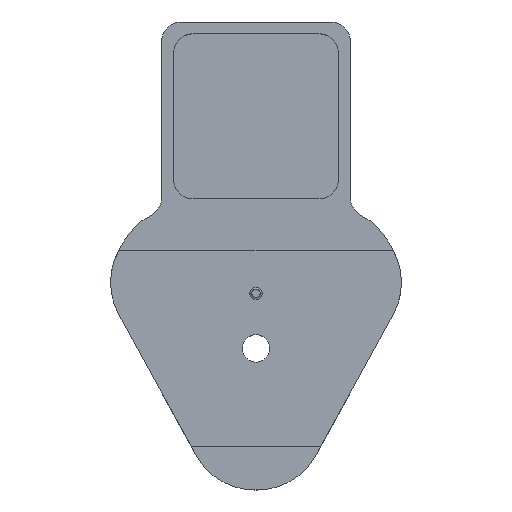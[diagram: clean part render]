
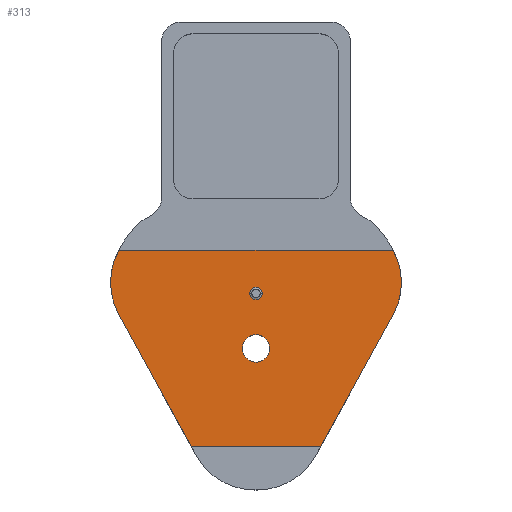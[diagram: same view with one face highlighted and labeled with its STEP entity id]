
A CAD part, top view. The second image highlights one B-rep face of the part: STEP entity #313.
In plain terms, the highlighted planar face has unit normal (0, 0, 1).
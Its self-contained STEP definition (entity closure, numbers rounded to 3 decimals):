
#32 = DIRECTION ( 'NONE',  ( 1., 0., 0. ) ) ;
#35 = CIRCLE ( 'NONE', #1165, 17. ) ;
#36 = CARTESIAN_POINT ( 'NONE',  ( 0., -35., 3.5 ) ) ;
#44 = CARTESIAN_POINT ( 'NONE',  ( 0., -35., 3.5 ) ) ;
#48 = CARTESIAN_POINT ( 'NONE',  ( 1.55, -21., 3.5 ) ) ;
#68 = ORIENTED_EDGE ( 'NONE', *, *, #650, .T. ) ;
#78 = DIRECTION ( 'NONE',  ( 0.481, -0.877, 0. ) ) ;
#81 = CARTESIAN_POINT ( 'NONE',  ( -50., -10., 3.5 ) ) ;
#109 = CIRCLE ( 'NONE', #1095, 1.55 ) ;
#117 = ORIENTED_EDGE ( 'NONE', *, *, #1127, .T. ) ;
#120 = DIRECTION ( 'NONE',  ( 0., 0., 1. ) ) ;
#136 = EDGE_LOOP ( 'NONE', ( #68, #850, #292, #1235, #643, #413, #117 ) ) ;
#143 = LINE ( 'NONE', #252, #331 ) ;
#148 = VERTEX_POINT ( 'NONE', #1035 ) ;
#194 = DIRECTION ( 'NONE',  ( -1., 0., 0. ) ) ;
#224 = EDGE_CURVE ( 'NONE', #1412, #1019, #335, .T. ) ;
#231 = DIRECTION ( 'NONE',  ( 0., 0., -1. ) ) ;
#246 = DIRECTION ( 'NONE',  ( 1., 0., 0. ) ) ;
#252 = CARTESIAN_POINT ( 'NONE',  ( -50., -60., 3.5 ) ) ;
#259 = EDGE_CURVE ( 'NONE', #785, #1412, #1185, .T. ) ;
#276 = CARTESIAN_POINT ( 'NONE',  ( -34.891, -26.392, 3.5 ) ) ;
#292 = ORIENTED_EDGE ( 'NONE', *, *, #259, .T. ) ;
#298 = DIRECTION ( 'NONE',  ( 0., 0., -1. ) ) ;
#301 = VERTEX_POINT ( 'NONE', #731 ) ;
#313 = ADVANCED_FACE ( 'NONE', ( #342, #1012, #458 ), #999, .T. ) ;
#331 = VECTOR ( 'NONE', #246, 1000. ) ;
#335 = CIRCLE ( 'NONE', #774, 17. ) ;
#336 = CARTESIAN_POINT ( 'NONE',  ( 0., -21., 3.5 ) ) ;
#342 = FACE_BOUND ( 'NONE', #660, .T. ) ;
#370 = VERTEX_POINT ( 'NONE', #777 ) ;
#386 = CARTESIAN_POINT ( 'NONE',  ( -10.392, -71., 3.5 ) ) ;
#413 = ORIENTED_EDGE ( 'NONE', *, *, #843, .T. ) ;
#416 = DIRECTION ( 'NONE',  ( 1., 0., 0. ) ) ;
#418 = EDGE_CURVE ( 'NONE', #301, #785, #1116, .T. ) ;
#442 = DIRECTION ( 'NONE',  ( 0., 0., 1. ) ) ;
#458 = FACE_OUTER_BOUND ( 'NONE', #136, .T. ) ;
#481 = DIRECTION ( 'NONE',  ( 0., 0., 1. ) ) ;
#535 = CARTESIAN_POINT ( 'NONE',  ( -1.55, -21., 3.5 ) ) ;
#567 = CARTESIAN_POINT ( 'NONE',  ( 19.99, -18.208, 3.5 ) ) ;
#641 = ORIENTED_EDGE ( 'NONE', *, *, #685, .F. ) ;
#643 = ORIENTED_EDGE ( 'NONE', *, *, #1195, .T. ) ;
#650 = EDGE_CURVE ( 'NONE', #1180, #301, #783, .T. ) ;
#652 = EDGE_CURVE ( 'NONE', #1390, #1164, #1229, .T. ) ;
#660 = EDGE_LOOP ( 'NONE', ( #1294, #1060 ) ) ;
#685 = EDGE_CURVE ( 'NONE', #950, #148, #760, .T. ) ;
#703 = DIRECTION ( 'NONE',  ( 1., 0., 0. ) ) ;
#731 = CARTESIAN_POINT ( 'NONE',  ( 34.891, -26.392, 3.5 ) ) ;
#743 = EDGE_CURVE ( 'NONE', #148, #950, #1426, .T. ) ;
#760 = CIRCLE ( 'NONE', #975, 3.5 ) ;
#774 = AXIS2_PLACEMENT_3D ( 'NONE', #970, #1402, #416 ) ;
#776 = DIRECTION ( 'NONE',  ( 1., 0., 0. ) ) ;
#777 = CARTESIAN_POINT ( 'NONE',  ( -16.434, -60., 3.5 ) ) ;
#783 = LINE ( 'NONE', #1329, #814 ) ;
#784 = DIRECTION ( 'NONE',  ( 1., 0., 0. ) ) ;
#785 = VERTEX_POINT ( 'NONE', #1250 ) ;
#814 = VECTOR ( 'NONE', #1224, 1000. ) ;
#819 = VECTOR ( 'NONE', #194, 1000. ) ;
#843 = EDGE_CURVE ( 'NONE', #1295, #370, #1135, .T. ) ;
#850 = ORIENTED_EDGE ( 'NONE', *, *, #418, .T. ) ;
#865 = AXIS2_PLACEMENT_3D ( 'NONE', #567, #120, #903 ) ;
#880 = AXIS2_PLACEMENT_3D ( 'NONE', #44, #481, #922 ) ;
#899 = CARTESIAN_POINT ( 'NONE',  ( 0., 0., 3.5 ) ) ;
#900 = ORIENTED_EDGE ( 'NONE', *, *, #743, .F. ) ;
#903 = DIRECTION ( 'NONE',  ( 1., 0., 0. ) ) ;
#922 = DIRECTION ( 'NONE',  ( 1., 0., 0. ) ) ;
#950 = VERTEX_POINT ( 'NONE', #1216 ) ;
#970 = CARTESIAN_POINT ( 'NONE',  ( -19.99, -18.208, 3.5 ) ) ;
#975 = AXIS2_PLACEMENT_3D ( 'NONE', #36, #1232, #703 ) ;
#983 = EDGE_LOOP ( 'NONE', ( #900, #641 ) ) ;
#999 = PLANE ( 'NONE',  #1417 ) ;
#1000 = EDGE_CURVE ( 'NONE', #1164, #1390, #109, .T. ) ;
#1012 = FACE_BOUND ( 'NONE', #983, .T. ) ;
#1019 = VERTEX_POINT ( 'NONE', #1204 ) ;
#1035 = CARTESIAN_POINT ( 'NONE',  ( -3.5, -35., 3.5 ) ) ;
#1060 = ORIENTED_EDGE ( 'NONE', *, *, #652, .T. ) ;
#1095 = AXIS2_PLACEMENT_3D ( 'NONE', #1324, #298, #1319 ) ;
#1096 = VECTOR ( 'NONE', #78, 1000. ) ;
#1116 = CIRCLE ( 'NONE', #865, 17. ) ;
#1120 = CARTESIAN_POINT ( 'NONE',  ( 16.434, -60., 3.5 ) ) ;
#1127 = EDGE_CURVE ( 'NONE', #370, #1180, #143, .T. ) ;
#1135 = LINE ( 'NONE', #386, #1096 ) ;
#1164 = VERTEX_POINT ( 'NONE', #48 ) ;
#1165 = AXIS2_PLACEMENT_3D ( 'NONE', #1249, #1345, #32 ) ;
#1180 = VERTEX_POINT ( 'NONE', #1120 ) ;
#1185 = LINE ( 'NONE', #81, #819 ) ;
#1195 = EDGE_CURVE ( 'NONE', #1019, #1295, #35, .T. ) ;
#1204 = CARTESIAN_POINT ( 'NONE',  ( -36.99, -18.208, 3.5 ) ) ;
#1216 = CARTESIAN_POINT ( 'NONE',  ( 3.5, -35., 3.5 ) ) ;
#1224 = DIRECTION ( 'NONE',  ( 0.481, 0.877, 0. ) ) ;
#1229 = CIRCLE ( 'NONE', #1414, 1.55 ) ;
#1232 = DIRECTION ( 'NONE',  ( 0., 0., 1. ) ) ;
#1235 = ORIENTED_EDGE ( 'NONE', *, *, #224, .T. ) ;
#1249 = CARTESIAN_POINT ( 'NONE',  ( -19.99, -18.208, 3.5 ) ) ;
#1250 = CARTESIAN_POINT ( 'NONE',  ( 34.877, -10., 3.5 ) ) ;
#1294 = ORIENTED_EDGE ( 'NONE', *, *, #1000, .T. ) ;
#1295 = VERTEX_POINT ( 'NONE', #276 ) ;
#1319 = DIRECTION ( 'NONE',  ( 1., 0., 0. ) ) ;
#1324 = CARTESIAN_POINT ( 'NONE',  ( 0., -21., 3.5 ) ) ;
#1329 = CARTESIAN_POINT ( 'NONE',  ( 39.5, -18., 3.5 ) ) ;
#1345 = DIRECTION ( 'NONE',  ( 0., 0., 1. ) ) ;
#1390 = VERTEX_POINT ( 'NONE', #535 ) ;
#1402 = DIRECTION ( 'NONE',  ( 0., 0., 1. ) ) ;
#1410 = CARTESIAN_POINT ( 'NONE',  ( -34.877, -10., 3.5 ) ) ;
#1412 = VERTEX_POINT ( 'NONE', #1410 ) ;
#1414 = AXIS2_PLACEMENT_3D ( 'NONE', #336, #231, #776 ) ;
#1417 = AXIS2_PLACEMENT_3D ( 'NONE', #899, #442, #784 ) ;
#1426 = CIRCLE ( 'NONE', #880, 3.5 ) ;
